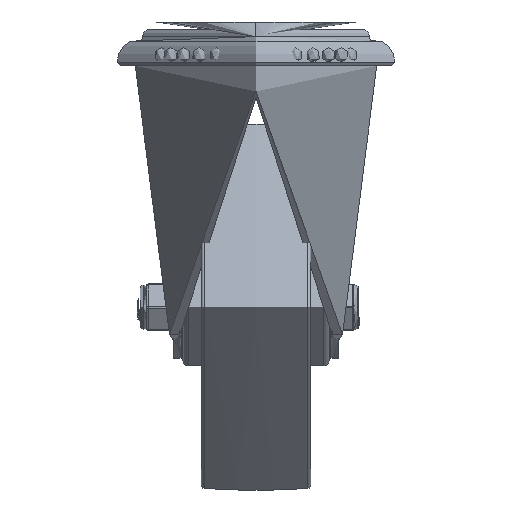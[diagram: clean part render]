
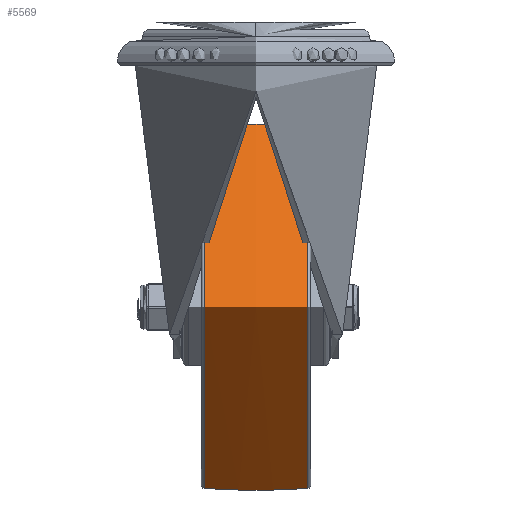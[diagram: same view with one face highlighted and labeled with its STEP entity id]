
A CAD part, left-side view. The second image highlights one B-rep face of the part: STEP entity #5569.
In plain terms, the highlighted free-form (B-spline) face has degree [2, 2] with [3, 9] control points.
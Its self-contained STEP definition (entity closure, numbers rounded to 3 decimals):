
#17=(
BOUNDED_SURFACE()
B_SPLINE_SURFACE(2,2,((#17951,#17952,#17953,#17954,#17955,#17956,#17957,
#17958,#17959),(#17960,#17961,#17962,#17963,#17964,#17965,#17966,#17967,
#17968),(#17969,#17970,#17971,#17972,#17973,#17974,#17975,#17976,#17977)),
 .UNSPECIFIED.,.F.,.T.,.F.)
B_SPLINE_SURFACE_WITH_KNOTS((3,3),(3,2,2,2,3),(-0.062,0.062),
(-3.142,-1.571,0.,1.571,3.142),
 .UNSPECIFIED.)
GEOMETRIC_REPRESENTATION_ITEM()
RATIONAL_B_SPLINE_SURFACE(((1.,0.707,1.,0.707,1.,
0.707,1.,0.707,1.),(0.998,0.706,
0.998,0.706,0.998,0.706,
0.998,0.706,0.998),(1.,0.707,
1.,0.707,1.,0.707,1.,0.707,1.)))
REPRESENTATION_ITEM('')
SURFACE()
);
#1299=CIRCLE('',#6137,49.561);
#1300=CIRCLE('',#6138,225.25);
#1301=CIRCLE('',#6139,49.561);
#1579=FACE_OUTER_BOUND('',#1944,.T.);
#1944=EDGE_LOOP('',(#4238,#4239,#4240,#4241));
#2605=VERTEX_POINT('',#17948);
#2606=VERTEX_POINT('',#17978);
#3196=EDGE_CURVE('',#2605,#2605,#1299,.T.);
#3197=EDGE_CURVE('',#2605,#2606,#1300,.T.);
#3198=EDGE_CURVE('',#2606,#2606,#1301,.T.);
#4238=ORIENTED_EDGE('',*,*,#3196,.F.);
#4239=ORIENTED_EDGE('',*,*,#3197,.T.);
#4240=ORIENTED_EDGE('',*,*,#3198,.T.);
#4241=ORIENTED_EDGE('',*,*,#3197,.F.);
#5569=ADVANCED_FACE('',(#1579),#17,.F.);
#6137=AXIS2_PLACEMENT_3D('',#17950,#7032,#7033);
#6138=AXIS2_PLACEMENT_3D('',#17979,#7034,#7035);
#6139=AXIS2_PLACEMENT_3D('',#17980,#7036,#7037);
#7032=DIRECTION('center_axis',(0.,1.,0.));
#7033=DIRECTION('ref_axis',(0.,0.,1.));
#7034=DIRECTION('center_axis',(-1.,0.,0.));
#7035=DIRECTION('ref_axis',(0.,0.,-1.));
#7036=DIRECTION('center_axis',(0.,1.,0.));
#7037=DIRECTION('ref_axis',(0.,0.,1.));
#17948=CARTESIAN_POINT('',(0.,14.062,-49.561));
#17950=CARTESIAN_POINT('Origin',(0.,14.062,0.));
#17951=CARTESIAN_POINT('Ctrl Pts',(0.,-14.062,-49.561));
#17952=CARTESIAN_POINT('Ctrl Pts',(-49.561,-14.062,-49.561));
#17953=CARTESIAN_POINT('Ctrl Pts',(-49.561,-14.062,0.));
#17954=CARTESIAN_POINT('Ctrl Pts',(-49.561,-14.062,49.561));
#17955=CARTESIAN_POINT('Ctrl Pts',(0.,-14.062,49.561));
#17956=CARTESIAN_POINT('Ctrl Pts',(49.561,-14.062,49.561));
#17957=CARTESIAN_POINT('Ctrl Pts',(49.561,-14.062,0.));
#17958=CARTESIAN_POINT('Ctrl Pts',(49.561,-14.062,-49.561));
#17959=CARTESIAN_POINT('Ctrl Pts',(0.,-14.062,-49.561));
#17960=CARTESIAN_POINT('Ctrl Pts',(0.,0.,-50.44));
#17961=CARTESIAN_POINT('Ctrl Pts',(-50.44,0.,
-50.44));
#17962=CARTESIAN_POINT('Ctrl Pts',(-50.44,0.,
0.));
#17963=CARTESIAN_POINT('Ctrl Pts',(-50.44,0.,
50.44));
#17964=CARTESIAN_POINT('Ctrl Pts',(0.,0.,50.44));
#17965=CARTESIAN_POINT('Ctrl Pts',(50.44,0.,
50.44));
#17966=CARTESIAN_POINT('Ctrl Pts',(50.44,0.,
0.));
#17967=CARTESIAN_POINT('Ctrl Pts',(50.44,0.,
-50.44));
#17968=CARTESIAN_POINT('Ctrl Pts',(0.,0.,-50.44));
#17969=CARTESIAN_POINT('Ctrl Pts',(0.,14.062,-49.561));
#17970=CARTESIAN_POINT('Ctrl Pts',(-49.561,14.062,-49.561));
#17971=CARTESIAN_POINT('Ctrl Pts',(-49.561,14.062,0.));
#17972=CARTESIAN_POINT('Ctrl Pts',(-49.561,14.062,49.561));
#17973=CARTESIAN_POINT('Ctrl Pts',(0.,14.062,49.561));
#17974=CARTESIAN_POINT('Ctrl Pts',(49.561,14.062,49.561));
#17975=CARTESIAN_POINT('Ctrl Pts',(49.561,14.062,0.));
#17976=CARTESIAN_POINT('Ctrl Pts',(49.561,14.062,-49.561));
#17977=CARTESIAN_POINT('Ctrl Pts',(0.,14.062,-49.561));
#17978=CARTESIAN_POINT('',(0.,-14.062,-49.561));
#17979=CARTESIAN_POINT('Origin',(0.,0.,
175.25));
#17980=CARTESIAN_POINT('Origin',(0.,-14.062,0.));
